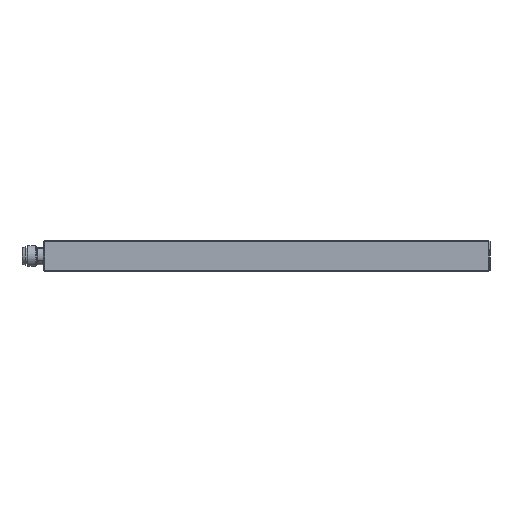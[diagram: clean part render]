
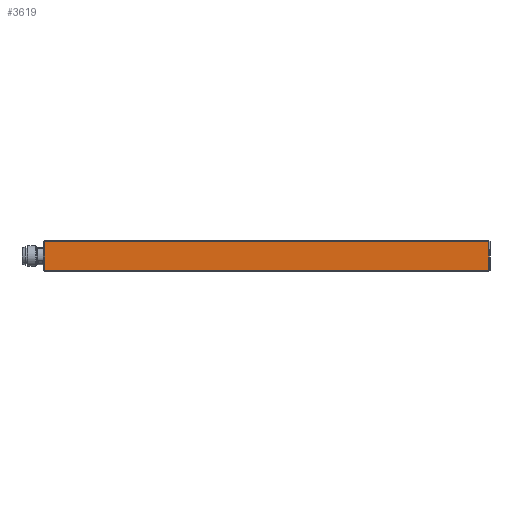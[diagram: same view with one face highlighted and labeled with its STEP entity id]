
A CAD part, front view. The second image highlights one B-rep face of the part: STEP entity #3619.
In plain terms, the highlighted planar face has unit normal (0, -1, 0).
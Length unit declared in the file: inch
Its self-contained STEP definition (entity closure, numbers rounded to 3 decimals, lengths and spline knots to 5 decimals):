
#67 = VECTOR ( 'NONE', #3030, 39.37008 ) ;
#82 = EDGE_CURVE ( 'NONE', #4313, #809, #572, .T. ) ;
#121 = CARTESIAN_POINT ( 'NONE',  ( -3.4252, -2.83763, -0.21654 ) ) ;
#357 = LINE ( 'NONE', #3658, #67 ) ;
#422 = VECTOR ( 'NONE', #2976, 39.37008 ) ;
#448 = CARTESIAN_POINT ( 'NONE',  ( 3.4252, -2.83763, -0.21654 ) ) ;
#572 = LINE ( 'NONE', #1915, #2817 ) ;
#744 = VERTEX_POINT ( 'NONE', #448 ) ;
#761 = VERTEX_POINT ( 'NONE', #2444 ) ;
#809 = VERTEX_POINT ( 'NONE', #121 ) ;
#890 = LINE ( 'NONE', #2554, #3603 ) ;
#909 = PLANE ( 'NONE',  #1234 ) ;
#911 = DIRECTION ( 'NONE',  ( 0., 0., -1. ) ) ;
#1234 = AXIS2_PLACEMENT_3D ( 'NONE', #2264, #3546, #1977 ) ;
#1293 = CARTESIAN_POINT ( 'NONE',  ( -3.4252, -2.83763, 0.21654 ) ) ;
#1295 = LINE ( 'NONE', #2581, #422 ) ;
#1301 = EDGE_CURVE ( 'NONE', #744, #809, #357, .T. ) ;
#1416 = ORIENTED_EDGE ( 'NONE', *, *, #82, .T. ) ;
#1449 = EDGE_CURVE ( 'NONE', #744, #761, #1295, .T. ) ;
#1757 = ORIENTED_EDGE ( 'NONE', *, *, #2207, .T. ) ;
#1915 = CARTESIAN_POINT ( 'NONE',  ( -3.4252, -2.83763, 0.23622 ) ) ;
#1977 = DIRECTION ( 'NONE',  ( 1., 0., 0. ) ) ;
#2207 = EDGE_CURVE ( 'NONE', #761, #4313, #890, .T. ) ;
#2264 = CARTESIAN_POINT ( 'NONE',  ( -3.44488, -2.83763, 0.23622 ) ) ;
#2423 = ORIENTED_EDGE ( 'NONE', *, *, #1449, .T. ) ;
#2444 = CARTESIAN_POINT ( 'NONE',  ( 3.4252, -2.83763, 0.21654 ) ) ;
#2554 = CARTESIAN_POINT ( 'NONE',  ( -3.44488, -2.83763, 0.21654 ) ) ;
#2581 = CARTESIAN_POINT ( 'NONE',  ( 3.4252, -2.83763, 0.23622 ) ) ;
#2817 = VECTOR ( 'NONE', #911, 39.37008 ) ;
#2976 = DIRECTION ( 'NONE',  ( 0., 0., 1. ) ) ;
#3030 = DIRECTION ( 'NONE',  ( -1., 0., 0. ) ) ;
#3546 = DIRECTION ( 'NONE',  ( 0., -1., 0. ) ) ;
#3603 = VECTOR ( 'NONE', #3870, 39.37008 ) ;
#3619 = ADVANCED_FACE ( 'NONE', ( #3865 ), #909, .T. ) ;
#3658 = CARTESIAN_POINT ( 'NONE',  ( -1.72244, -2.83763, -0.21654 ) ) ;
#3865 = FACE_OUTER_BOUND ( 'NONE', #3869, .T. ) ;
#3869 = EDGE_LOOP ( 'NONE', ( #2423, #1757, #1416, #4005 ) ) ;
#3870 = DIRECTION ( 'NONE',  ( -1., 0., 0. ) ) ;
#4005 = ORIENTED_EDGE ( 'NONE', *, *, #1301, .F. ) ;
#4313 = VERTEX_POINT ( 'NONE', #1293 ) ;
